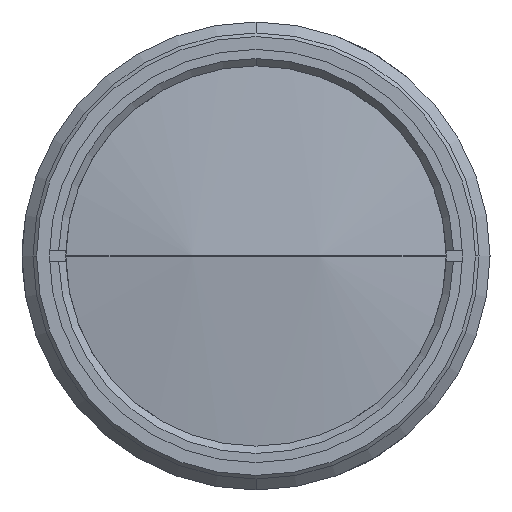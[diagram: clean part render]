
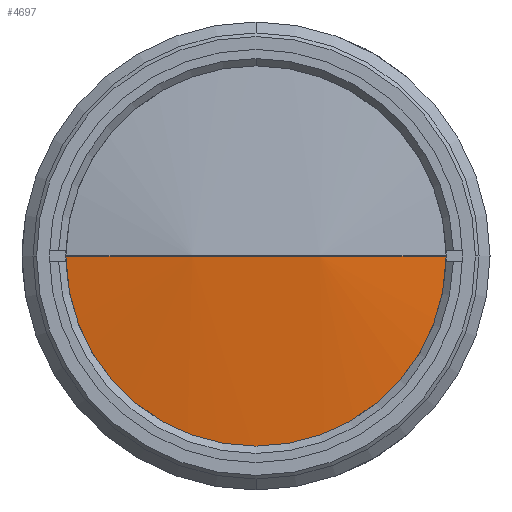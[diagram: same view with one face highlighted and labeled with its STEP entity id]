
A CAD part, left-side view. The second image highlights one B-rep face of the part: STEP entity #4697.
In plain terms, the highlighted spherical face has radius 128.5 mm.
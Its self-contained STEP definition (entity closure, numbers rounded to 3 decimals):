
#112 = EDGE_CURVE ( 'NONE', #4726, #755, #1390, .T. ) ;
#206 = DIRECTION ( 'NONE',  ( 1., 0., 0. ) ) ;
#350 = CIRCLE ( 'NONE', #3656, 125.842 ) ;
#390 = EDGE_CURVE ( 'NONE', #1414, #4726, #350, .T. ) ;
#424 = CARTESIAN_POINT ( 'NONE',  ( -108.472, 26., 0. ) ) ;
#441 = CARTESIAN_POINT ( 'NONE',  ( -108.472, -26., 0. ) ) ;
#508 = AXIS2_PLACEMENT_3D ( 'NONE', #840, #1355, #3060 ) ;
#611 = CARTESIAN_POINT ( 'NONE',  ( -108.153, 27.5, 0. ) ) ;
#630 = DIRECTION ( 'NONE',  ( 0., 1., 0. ) ) ;
#688 = DIRECTION ( 'NONE',  ( 0., 1., 0. ) ) ;
#755 = VERTEX_POINT ( 'NONE', #441 ) ;
#840 = CARTESIAN_POINT ( 'NONE',  ( 17.37, 0., 0. ) ) ;
#857 = EDGE_CURVE ( 'NONE', #4295, #1235, #2231, .T. ) ;
#1024 = DIRECTION ( 'NONE',  ( 0., 0., -1. ) ) ;
#1075 = ORIENTED_EDGE ( 'NONE', *, *, #857, .F. ) ;
#1095 = ORIENTED_EDGE ( 'NONE', *, *, #4880, .F. ) ;
#1097 = ORIENTED_EDGE ( 'NONE', *, *, #2024, .T. ) ;
#1141 = CIRCLE ( 'NONE', #3832, 125.842 ) ;
#1228 = AXIS2_PLACEMENT_3D ( 'NONE', #2938, #2096, #2546 ) ;
#1235 = VERTEX_POINT ( 'NONE', #611 ) ;
#1355 = DIRECTION ( 'NONE',  ( 0., 0., -1. ) ) ;
#1362 = CARTESIAN_POINT ( 'NONE',  ( -108.153, -27.5, 0. ) ) ;
#1390 = CIRCLE ( 'NONE', #4531, 128.5 ) ;
#1414 = VERTEX_POINT ( 'NONE', #424 ) ;
#1438 = CARTESIAN_POINT ( 'NONE',  ( 17.37, -26., 0. ) ) ;
#1592 = CIRCLE ( 'NONE', #1228, 128.5 ) ;
#1615 = DIRECTION ( 'NONE',  ( 1., 0., 0. ) ) ;
#1802 = FACE_OUTER_BOUND ( 'NONE', #4680, .T. ) ;
#1923 = DIRECTION ( 'NONE',  ( 0., 0., 1. ) ) ;
#1970 = DIRECTION ( 'NONE',  ( 0., 0., 1. ) ) ;
#2024 = EDGE_CURVE ( 'NONE', #1414, #1235, #3422, .T. ) ;
#2056 = AXIS2_PLACEMENT_3D ( 'NONE', #5323, #1615, #1923 ) ;
#2096 = DIRECTION ( 'NONE',  ( 0., 0., 1. ) ) ;
#2161 = DIRECTION ( 'NONE',  ( 0., 0., 1. ) ) ;
#2222 = CARTESIAN_POINT ( 'NONE',  ( -108.472, -26., 0. ) ) ;
#2231 = CIRCLE ( 'NONE', #2056, 27.5 ) ;
#2546 = DIRECTION ( 'NONE',  ( 0., -1., 0. ) ) ;
#2662 = DIRECTION ( 'NONE',  ( 0., -1., 0. ) ) ;
#2725 = DIRECTION ( 'NONE',  ( 0., 0., -1. ) ) ;
#2877 = ORIENTED_EDGE ( 'NONE', *, *, #112, .F. ) ;
#2938 = CARTESIAN_POINT ( 'NONE',  ( 17.37, 0., 0. ) ) ;
#3060 = DIRECTION ( 'NONE',  ( 0., -1., 0. ) ) ;
#3161 = CARTESIAN_POINT ( 'NONE',  ( 17.37, 0., 0. ) ) ;
#3297 = ORIENTED_EDGE ( 'NONE', *, *, #5270, .F. ) ;
#3326 = VERTEX_POINT ( 'NONE', #2222 ) ;
#3422 = CIRCLE ( 'NONE', #3874, 128.5 ) ;
#3656 = AXIS2_PLACEMENT_3D ( 'NONE', #5225, #2662, #2161 ) ;
#3802 = ORIENTED_EDGE ( 'NONE', *, *, #390, .F. ) ;
#3832 = AXIS2_PLACEMENT_3D ( 'NONE', #1438, #688, #2725 ) ;
#3874 = AXIS2_PLACEMENT_3D ( 'NONE', #3161, #1024, #630 ) ;
#4052 = CARTESIAN_POINT ( 'NONE',  ( 17.37, 0., 0. ) ) ;
#4295 = VERTEX_POINT ( 'NONE', #1362 ) ;
#4531 = AXIS2_PLACEMENT_3D ( 'NONE', #4052, #1970, #206 ) ;
#4680 = EDGE_LOOP ( 'NONE', ( #3802, #1097, #1075, #3297, #1095, #2877 ) ) ;
#4697 = ADVANCED_FACE ( 'NONE', ( #1802 ), #5209, .T. ) ;
#4726 = VERTEX_POINT ( 'NONE', #5153 ) ;
#4880 = EDGE_CURVE ( 'NONE', #755, #3326, #1141, .T. ) ;
#5153 = CARTESIAN_POINT ( 'NONE',  ( -108.472, 26., 0. ) ) ;
#5209 = SPHERICAL_SURFACE ( 'NONE', #508, 128.5 ) ;
#5225 = CARTESIAN_POINT ( 'NONE',  ( 17.37, 26., 0. ) ) ;
#5270 = EDGE_CURVE ( 'NONE', #3326, #4295, #1592, .T. ) ;
#5323 = CARTESIAN_POINT ( 'NONE',  ( -108.153, 0., 0. ) ) ;
